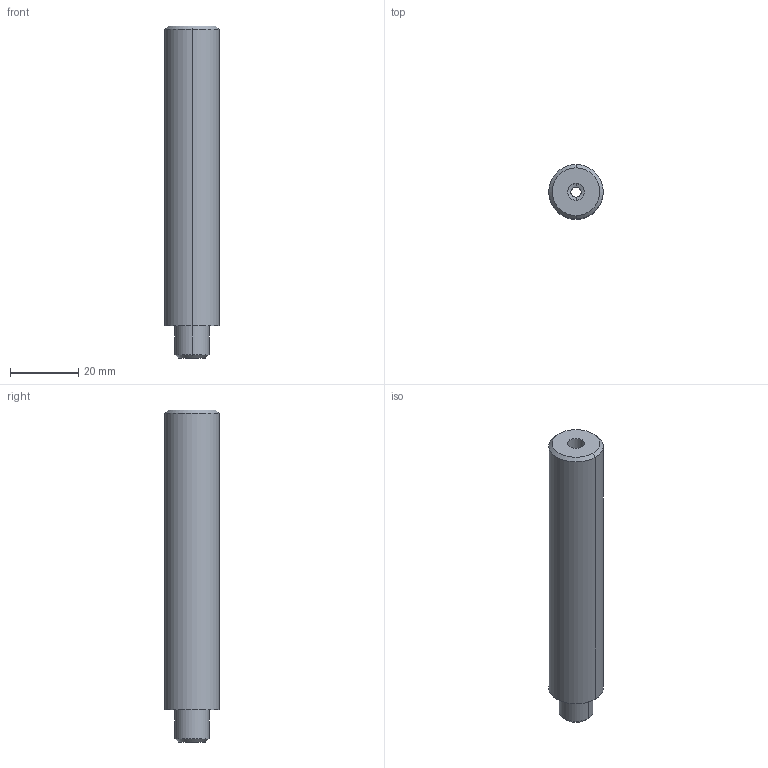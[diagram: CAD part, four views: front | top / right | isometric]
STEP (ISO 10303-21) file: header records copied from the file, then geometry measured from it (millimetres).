
FILE_DESCRIPTION(('no description'),'unknown implementation level');
FILE_NAME('AB314C26-EA48-4F2E-A782-F5D0EED7E940_export.stp',' ',('CIMSOURCE GmbH'),('CADClick - KiM GmbH - www.kimweb.de'),'unknown preprocess','ACIS','unknown authorization');
FILE_SCHEMA(('automotive_design'));
Length unit declared in the file: millimetre
Products named in the file (1): 615.268 Kaiser D16x88HM|615.268 Kaiser D16x88HM;Fase1
Bounding box: 16 x 16 x 97.5 mm (x, y, z)
Volume: 16792.2 mm3; surface area: 6434.3 mm2
Topology: 1 solids, 1 shells, 17 faces, 34 edges, 20 vertices
Faces by surface type: cylinder 8, cone 6, plane 3
Entity records: 893 total; most frequent: DIRECTION 96, CARTESIAN_POINT 75, STYLED_ITEM 72, PRESENTATION_STYLE_ASSIGNMENT 72, COLOUR_RGB 72, ORIENTED_EDGE 68, AXIS2_PLACEMENT_3D 41, EDGE_CURVE 34
